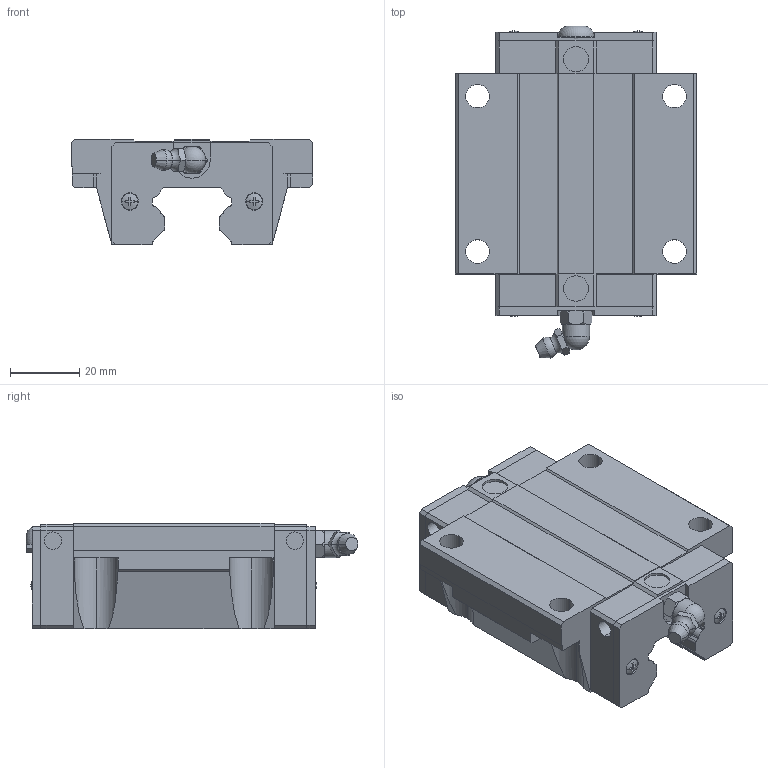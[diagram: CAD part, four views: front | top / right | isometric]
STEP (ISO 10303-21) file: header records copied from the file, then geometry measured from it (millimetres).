
FILE_DESCRIPTION(/* description */ ('Alibre Inc.'),/* implementation_level */ '2;1');
FILE_NAME(/* name */ 'export-782BD311-856C-4597-8490-1A60C8A36746',/* time_stamp */ '2020-08-21T18:11:39+02:00',/* author */ (''),/* organization */ (''),/* preprocessor_version */ 'ST-DEVELOPER v17',/* originating_system */ 'Alibre',/* authorisation */ '');
FILE_SCHEMA (('AUTOMOTIVE_DESIGN'));
Length unit declared in the file: millimetre
Products named in the file (1): HGW25CCZ0H_FILE
Bounding box: 70 x 96.11 x 30.5 mm (x, y, z)
Volume: 105370 mm3; surface area: 23181.9 mm2
Topology: 2 solids, 4 shells, 363 faces, 979 edges, 638 vertices
Faces by surface type: plane 223, cylinder 82, cone 38, torus 18, sphere 2
Entity records: 11091 total; most frequent: CARTESIAN_POINT 2332, ORIENTED_EDGE 1950, DIRECTION 1480, EDGE_CURVE 975, VERTEX_POINT 637, VECTOR 602, LINE 602, AXIS2_PLACEMENT_3D 551
